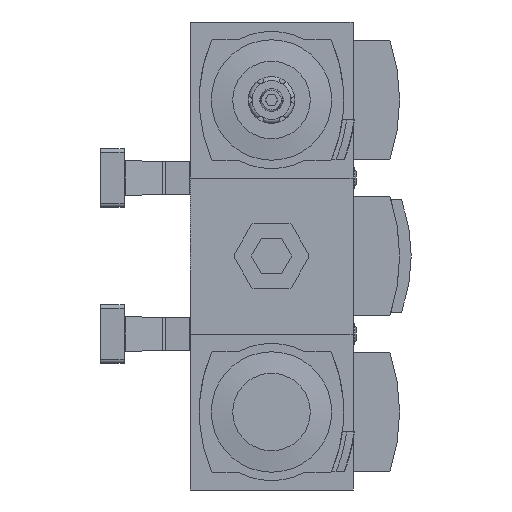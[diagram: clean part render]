
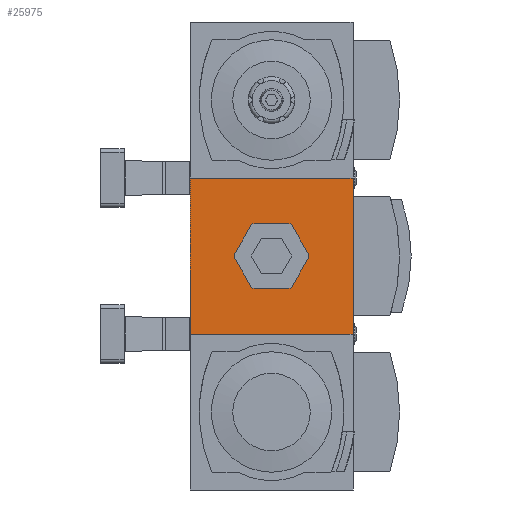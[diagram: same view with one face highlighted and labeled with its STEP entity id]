
A CAD part, front view. The second image highlights one B-rep face of the part: STEP entity #25975.
In plain terms, the highlighted planar face has unit normal (0, -1, 0).
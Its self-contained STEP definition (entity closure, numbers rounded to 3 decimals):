
#467=PLANE('',#27314);
#1560=LINE('',#35784,#3701);
#1666=LINE('',#36006,#3807);
#1681=LINE('',#36044,#3822);
#1726=LINE('',#36194,#3867);
#1839=LINE('',#36486,#3980);
#1840=LINE('',#36489,#3981);
#1841=LINE('',#36491,#3982);
#1842=LINE('',#36493,#3983);
#1843=LINE('',#36495,#3984);
#1844=LINE('',#36497,#3985);
#1845=LINE('',#36499,#3986);
#1846=LINE('',#36501,#3987);
#1847=LINE('',#36503,#3988);
#1848=LINE('',#36505,#3989);
#1849=LINE('',#36507,#3990);
#1850=LINE('',#36509,#3991);
#3701=VECTOR('',#29995,1000.);
#3807=VECTOR('',#30167,1000.);
#3822=VECTOR('',#30196,1000.);
#3867=VECTOR('',#30301,1000.);
#3980=VECTOR('',#30522,1000.);
#3981=VECTOR('',#30523,1000.);
#3982=VECTOR('',#30524,1000.);
#3983=VECTOR('',#30525,1000.);
#3984=VECTOR('',#30526,1000.);
#3985=VECTOR('',#30527,1000.);
#3986=VECTOR('',#30528,1000.);
#3987=VECTOR('',#30529,1000.);
#3988=VECTOR('',#30530,1000.);
#3989=VECTOR('',#30531,1000.);
#3990=VECTOR('',#30532,1000.);
#3991=VECTOR('',#30533,1000.);
#7472=ORIENTED_EDGE('',*,*,#12021,.F.);
#7473=ORIENTED_EDGE('',*,*,#12135,.F.);
#7474=ORIENTED_EDGE('',*,*,#12222,.F.);
#7475=ORIENTED_EDGE('',*,*,#12155,.F.);
#7476=ORIENTED_EDGE('',*,*,#12369,.F.);
#7477=ORIENTED_EDGE('',*,*,#12370,.F.);
#7478=ORIENTED_EDGE('',*,*,#12371,.F.);
#7479=ORIENTED_EDGE('',*,*,#12372,.F.);
#7480=ORIENTED_EDGE('',*,*,#12373,.F.);
#7481=ORIENTED_EDGE('',*,*,#12374,.F.);
#7482=ORIENTED_EDGE('',*,*,#12375,.F.);
#7483=ORIENTED_EDGE('',*,*,#12376,.F.);
#7484=ORIENTED_EDGE('',*,*,#12377,.F.);
#7485=ORIENTED_EDGE('',*,*,#12378,.F.);
#7486=ORIENTED_EDGE('',*,*,#12379,.F.);
#7487=ORIENTED_EDGE('',*,*,#12380,.F.);
#12021=EDGE_CURVE('',#14666,#14667,#1560,.T.);
#12135=EDGE_CURVE('',#14749,#14666,#1666,.T.);
#12155=EDGE_CURVE('',#14667,#14766,#1681,.T.);
#12222=EDGE_CURVE('',#14766,#14749,#1726,.T.);
#12369=EDGE_CURVE('',#14948,#14949,#1839,.T.);
#12370=EDGE_CURVE('',#14950,#14948,#1840,.T.);
#12371=EDGE_CURVE('',#14951,#14950,#1841,.T.);
#12372=EDGE_CURVE('',#14952,#14951,#1842,.T.);
#12373=EDGE_CURVE('',#14953,#14952,#1843,.T.);
#12374=EDGE_CURVE('',#14954,#14953,#1844,.T.);
#12375=EDGE_CURVE('',#14955,#14954,#1845,.T.);
#12376=EDGE_CURVE('',#14956,#14955,#1846,.T.);
#12377=EDGE_CURVE('',#14957,#14956,#1847,.T.);
#12378=EDGE_CURVE('',#14958,#14957,#1848,.T.);
#12379=EDGE_CURVE('',#14959,#14958,#1849,.T.);
#12380=EDGE_CURVE('',#14949,#14959,#1850,.T.);
#14666=VERTEX_POINT('',#35783);
#14667=VERTEX_POINT('',#35785);
#14749=VERTEX_POINT('',#36005);
#14766=VERTEX_POINT('',#36045);
#14948=VERTEX_POINT('',#36487);
#14949=VERTEX_POINT('',#36488);
#14950=VERTEX_POINT('',#36490);
#14951=VERTEX_POINT('',#36492);
#14952=VERTEX_POINT('',#36494);
#14953=VERTEX_POINT('',#36496);
#14954=VERTEX_POINT('',#36498);
#14955=VERTEX_POINT('',#36500);
#14956=VERTEX_POINT('',#36502);
#14957=VERTEX_POINT('',#36504);
#14958=VERTEX_POINT('',#36506);
#14959=VERTEX_POINT('',#36508);
#16990=EDGE_LOOP('',(#7472,#7473,#7474,#7475));
#16991=EDGE_LOOP('',(#7476,#7477,#7478,#7479,#7480,#7481,#7482,#7483,#7484,
#7485,#7486,#7487));
#18163=FACE_BOUND('',#16990,.T.);
#18164=FACE_BOUND('',#16991,.T.);
#25975=ADVANCED_FACE('',(#18163,#18164),#467,.F.);
#27314=AXIS2_PLACEMENT_3D('',#36485,#30520,#30521);
#29995=DIRECTION('',(0.,0.,1.));
#30167=DIRECTION('',(-1.,0.,0.));
#30196=DIRECTION('',(1.,0.,0.));
#30301=DIRECTION('',(0.,0.,-1.));
#30520=DIRECTION('',(0.,1.,0.));
#30521=DIRECTION('',(0.,0.,1.));
#30522=DIRECTION('',(0.,0.,-1.));
#30523=DIRECTION('',(-0.5,0.,-0.866));
#30524=DIRECTION('',(-0.866,0.,-0.5));
#30525=DIRECTION('',(-1.,0.,0.));
#30526=DIRECTION('',(-0.866,0.,0.5));
#30527=DIRECTION('',(-0.5,0.,0.866));
#30528=DIRECTION('',(0.,0.,1.));
#30529=DIRECTION('',(0.5,0.,0.866));
#30530=DIRECTION('',(0.866,0.,0.5));
#30531=DIRECTION('',(1.,0.,0.));
#30532=DIRECTION('',(0.866,0.,-0.5));
#30533=DIRECTION('',(0.5,0.,-0.866));
#35783=CARTESIAN_POINT('',(-21.,-31.5,-20.1));
#35784=CARTESIAN_POINT('',(-21.,-31.5,-20.1));
#35785=CARTESIAN_POINT('',(-21.,-31.5,20.1));
#36005=CARTESIAN_POINT('',(21.,-31.5,-20.1));
#36006=CARTESIAN_POINT('',(21.,-31.5,-20.1));
#36044=CARTESIAN_POINT('',(-21.,-31.5,20.1));
#36045=CARTESIAN_POINT('',(21.,-31.5,20.1));
#36194=CARTESIAN_POINT('',(21.,-31.5,20.1));
#36485=CARTESIAN_POINT('',(0.,-31.5,0.));
#36486=CARTESIAN_POINT('',(-9.565,-31.5,0.));
#36487=CARTESIAN_POINT('',(-9.565,-31.5,0.433));
#36488=CARTESIAN_POINT('',(-9.565,-31.5,-0.433));
#36489=CARTESIAN_POINT('',(-7.361,-31.5,4.25));
#36490=CARTESIAN_POINT('',(-5.157,-31.5,8.067));
#36491=CARTESIAN_POINT('',(-4.782,-31.5,8.283));
#36492=CARTESIAN_POINT('',(-4.407,-31.5,8.5));
#36493=CARTESIAN_POINT('',(0.,-31.5,8.5));
#36494=CARTESIAN_POINT('',(4.407,-31.5,8.5));
#36495=CARTESIAN_POINT('',(4.782,-31.5,8.283));
#36496=CARTESIAN_POINT('',(5.157,-31.5,8.067));
#36497=CARTESIAN_POINT('',(7.361,-31.5,4.25));
#36498=CARTESIAN_POINT('',(9.565,-31.5,0.433));
#36499=CARTESIAN_POINT('',(9.565,-31.5,0.));
#36500=CARTESIAN_POINT('',(9.565,-31.5,-0.433));
#36501=CARTESIAN_POINT('',(7.361,-31.5,-4.25));
#36502=CARTESIAN_POINT('',(5.157,-31.5,-8.067));
#36503=CARTESIAN_POINT('',(4.782,-31.5,-8.283));
#36504=CARTESIAN_POINT('',(4.407,-31.5,-8.5));
#36505=CARTESIAN_POINT('',(0.,-31.5,-8.5));
#36506=CARTESIAN_POINT('',(-4.407,-31.5,-8.5));
#36507=CARTESIAN_POINT('',(-4.782,-31.5,-8.283));
#36508=CARTESIAN_POINT('',(-5.157,-31.5,-8.067));
#36509=CARTESIAN_POINT('',(-7.361,-31.5,-4.25));
